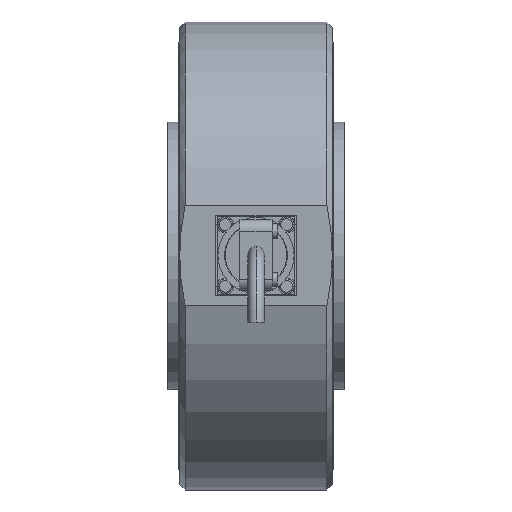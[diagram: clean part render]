
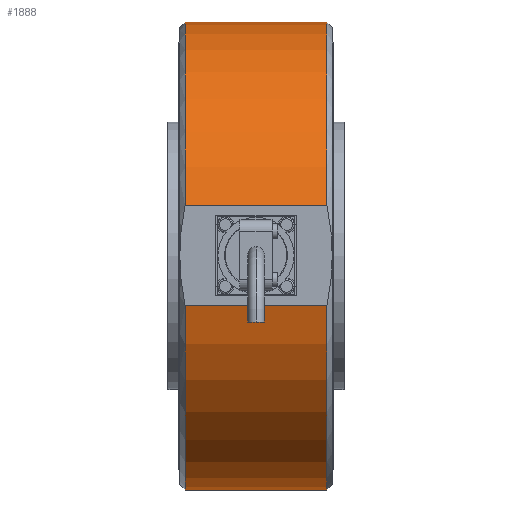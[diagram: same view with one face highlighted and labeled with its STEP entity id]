
A CAD part, top view. The second image highlights one B-rep face of the part: STEP entity #1888.
In plain terms, the highlighted cylindrical face has radius 87.5 mm (diameter 175 mm), a partial arc.
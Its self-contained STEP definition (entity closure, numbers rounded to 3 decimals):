
#1732=CARTESIAN_POINT('',(26.5,85.5,18.601));
#1733=VERTEX_POINT('',#1732);
#1747=CARTESIAN_POINT('',(26.5,85.5,-18.601));
#1748=VERTEX_POINT('',#1747);
#1762=CARTESIAN_POINT('',(-26.5,85.5,-18.601));
#1763=VERTEX_POINT('',#1762);
#1764=CARTESIAN_POINT('',(-26.5,85.5,-18.601));
#1765=DIRECTION('',(1.0,0.0,0.0));
#1766=VECTOR('',#1765,53.);
#1767=LINE('',#1764,#1766);
#1768=EDGE_CURVE('',#1763,#1748,#1767,.T.);
#1785=CARTESIAN_POINT('',(-26.5,85.5,18.601));
#1786=VERTEX_POINT('',#1785);
#1800=CARTESIAN_POINT('',(26.5,85.5,18.601));
#1801=DIRECTION('',(-1.0,0.0,0.0));
#1802=VECTOR('',#1801,53.);
#1803=LINE('',#1800,#1802);
#1804=EDGE_CURVE('',#1733,#1786,#1803,.T.);
#1843=CARTESIAN_POINT('',(-26.5,0.0,0.0));
#1844=DIRECTION('',(-1.0,0.0,0.0));
#1845=DIRECTION('',(0.0,-1.0,0.0));
#1846=AXIS2_PLACEMENT_3D('',#1843,#1844,#1845);
#1847=CIRCLE('',#1846,87.5);
#1848=EDGE_CURVE('',#1763,#1786,#1847,.T.);
#1859=CARTESIAN_POINT('',(26.5,0.0,0.0));
#1860=DIRECTION('',(1.0,0.0,0.0));
#1861=DIRECTION('',(0.0,-1.0,0.0));
#1862=AXIS2_PLACEMENT_3D('',#1859,#1860,#1861);
#1863=CIRCLE('',#1862,87.5);
#1864=EDGE_CURVE('',#1733,#1748,#1863,.T.);
#1877=CARTESIAN_POINT('',(0.,0.0,0.0));
#1878=DIRECTION('',(1.0,0.0,0.0));
#1879=DIRECTION('',(0.0,1.0,0.0));
#1880=AXIS2_PLACEMENT_3D('',#1877,#1878,#1879);
#1881=CYLINDRICAL_SURFACE('',#1880,87.5);
#1882=ORIENTED_EDGE('',*,*,#1804,.T.);
#1883=ORIENTED_EDGE('',*,*,#1848,.F.);
#1884=ORIENTED_EDGE('',*,*,#1768,.T.);
#1885=ORIENTED_EDGE('',*,*,#1864,.F.);
#1886=EDGE_LOOP('',(#1882,#1883,#1884,#1885));
#1887=FACE_OUTER_BOUND('',#1886,.T.);
#1888=ADVANCED_FACE('',(#1887),#1881,.T.);
